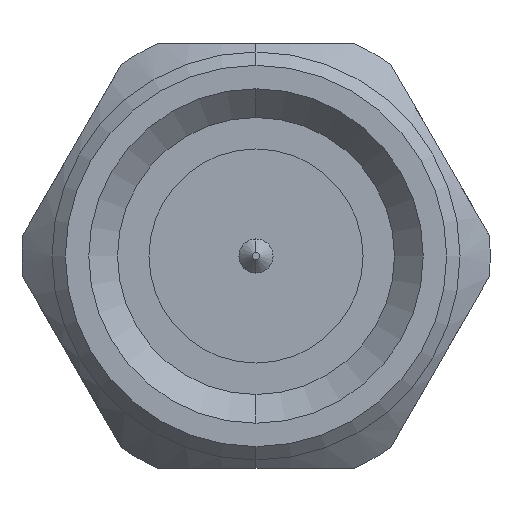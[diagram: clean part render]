
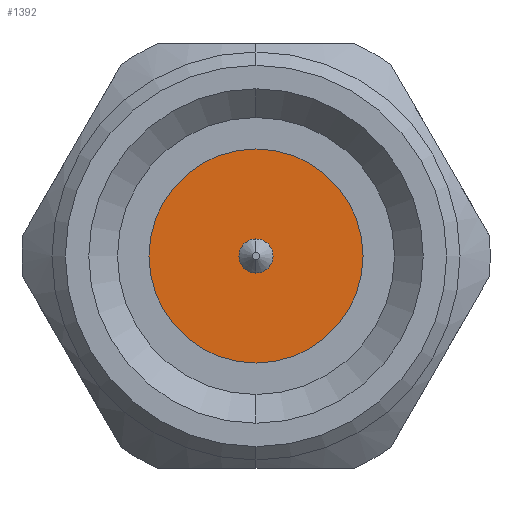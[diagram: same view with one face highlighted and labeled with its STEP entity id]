
A CAD part, left-side view. The second image highlights one B-rep face of the part: STEP entity #1392.
In plain terms, the highlighted planar face has unit normal (-1, 0, 0).
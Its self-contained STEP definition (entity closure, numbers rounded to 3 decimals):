
#35 = ORIENTED_EDGE ( 'NONE', *, *, #285, .F. ) ;
#44 = ORIENTED_EDGE ( 'NONE', *, *, #284, .F. ) ;
#46 = ORIENTED_EDGE ( 'NONE', *, *, #1339, .F. ) ;
#47 = ORIENTED_EDGE ( 'NONE', *, *, #1357, .F. ) ;
#212 = EDGE_LOOP ( 'NONE', ( #47, #44 ) ) ;
#219 = EDGE_LOOP ( 'NONE', ( #46, #35 ) ) ;
#284 = EDGE_CURVE ( 'NONE', #669, #627, #326, .T. ) ;
#285 = EDGE_CURVE ( 'NONE', #609, #648, #328, .T. ) ;
#326 = CIRCLE ( 'NONE', #331, 0.255 ) ;
#328 = CIRCLE ( 'NONE', #333, 1.6 ) ;
#331 = AXIS2_PLACEMENT_3D ( 'NONE', #959, #960, #961 ) ;
#333 = AXIS2_PLACEMENT_3D ( 'NONE', #964, #965, #966 ) ;
#337 = AXIS2_PLACEMENT_3D ( 'NONE', #1040, #1041, #1042 ) ;
#344 = CIRCLE ( 'NONE', #337, 1.6 ) ;
#367 = CIRCLE ( 'NONE', #370, 0.255 ) ;
#370 = AXIS2_PLACEMENT_3D ( 'NONE', #1093, #1094, #1095 ) ;
#400 = AXIS2_PLACEMENT_3D ( 'NONE', #1228, #1236, #1237 ) ;
#609 = VERTEX_POINT ( 'NONE', #988 ) ;
#627 = VERTEX_POINT ( 'NONE', #997 ) ;
#648 = VERTEX_POINT ( 'NONE', #1013 ) ;
#669 = VERTEX_POINT ( 'NONE', #1020 ) ;
#959 = CARTESIAN_POINT ( 'NONE',  ( -4.54, 0., -3.175 ) ) ;
#960 = DIRECTION ( 'NONE',  ( -1., 0., 0. ) ) ;
#961 = DIRECTION ( 'NONE',  ( 0., 1., 0. ) ) ;
#964 = CARTESIAN_POINT ( 'NONE',  ( -4.54, 0., -3.175 ) ) ;
#965 = DIRECTION ( 'NONE',  ( 1., 0., 0. ) ) ;
#966 = DIRECTION ( 'NONE',  ( 0., 0., 1. ) ) ;
#988 = CARTESIAN_POINT ( 'NONE',  ( -4.54, 0., -4.775 ) ) ;
#997 = CARTESIAN_POINT ( 'NONE',  ( -4.54, 0., -2.92 ) ) ;
#1013 = CARTESIAN_POINT ( 'NONE',  ( -4.54, 0., -1.575 ) ) ;
#1020 = CARTESIAN_POINT ( 'NONE',  ( -4.54, 0., -3.43 ) ) ;
#1040 = CARTESIAN_POINT ( 'NONE',  ( -4.54, 0., -3.175 ) ) ;
#1041 = DIRECTION ( 'NONE',  ( 1., 0., 0. ) ) ;
#1042 = DIRECTION ( 'NONE',  ( 0., 0., 1. ) ) ;
#1093 = CARTESIAN_POINT ( 'NONE',  ( -4.54, 0., -3.175 ) ) ;
#1094 = DIRECTION ( 'NONE',  ( -1., 0., 0. ) ) ;
#1095 = DIRECTION ( 'NONE',  ( 0., 1., 0. ) ) ;
#1228 = CARTESIAN_POINT ( 'NONE',  ( -4.54, 0., -3.175 ) ) ;
#1232 = FACE_BOUND ( 'NONE', #212, .T. ) ;
#1233 = FACE_OUTER_BOUND ( 'NONE', #219, .T. ) ;
#1234 = PLANE ( 'NONE',  #400 ) ;
#1236 = DIRECTION ( 'NONE',  ( 1., 0., 0. ) ) ;
#1237 = DIRECTION ( 'NONE',  ( 0., 0., 1. ) ) ;
#1339 = EDGE_CURVE ( 'NONE', #648, #609, #344, .T. ) ;
#1357 = EDGE_CURVE ( 'NONE', #627, #669, #367, .T. ) ;
#1392 = ADVANCED_FACE ( 'NONE', ( #1232, #1233 ), #1234, .F. ) ;
